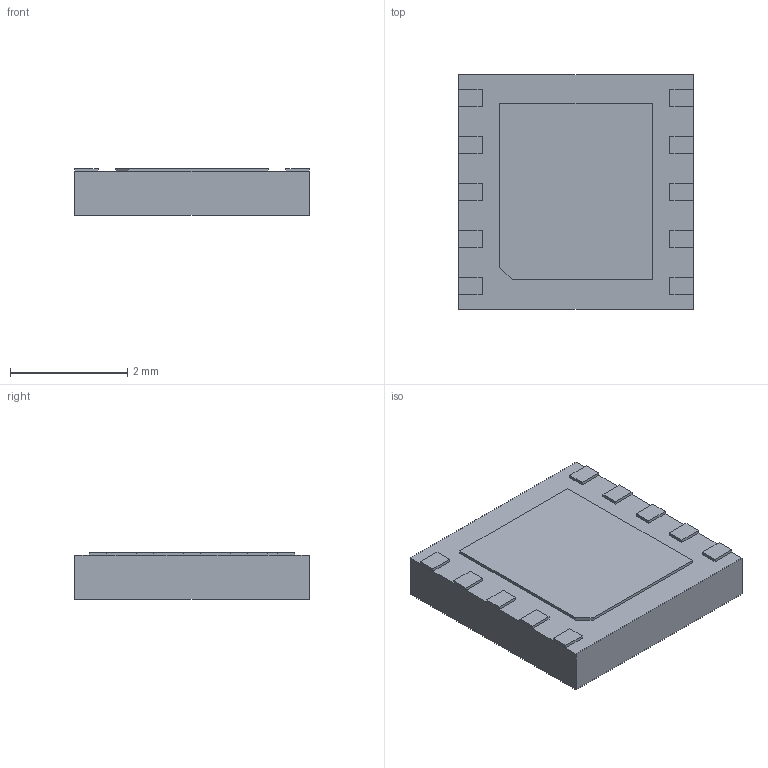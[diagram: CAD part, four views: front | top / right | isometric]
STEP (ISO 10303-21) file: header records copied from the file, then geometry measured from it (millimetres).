
FILE_DESCRIPTION(('FreeCAD Model'),'2;1');
FILE_NAME('Open CASCADE Shape Model','2021-04-30T22:21:08',('Author'),( ''),'Open CASCADE STEP processor 7.5','FreeCAD','Unknown');
FILE_SCHEMA(('AUTOMOTIVE_DESIGN { 1 0 10303 214 1 1 1 1 }'));
Length unit declared in the file: millimetre
Products named in the file (1): Pad001
Bounding box: 4 x 4 x 0.8 mm (x, y, z)
Volume: 12.4 mm3; surface area: 45.3 mm2
Topology: 1 solids, 1 shells, 62 faces, 157 edges, 98 vertices
Faces by surface type: plane 62
Entity records: 4300 total; most frequent: CARTESIAN_POINT 632, DIRECTION 597, LINE 471, VECTOR 471, ORIENTED_EDGE 314, PCURVE 314, DEFINITIONAL_REPRESENTATION 314, EDGE_CURVE 157
